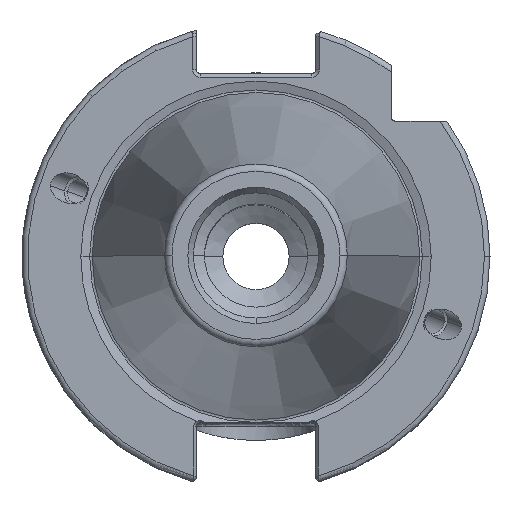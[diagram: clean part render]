
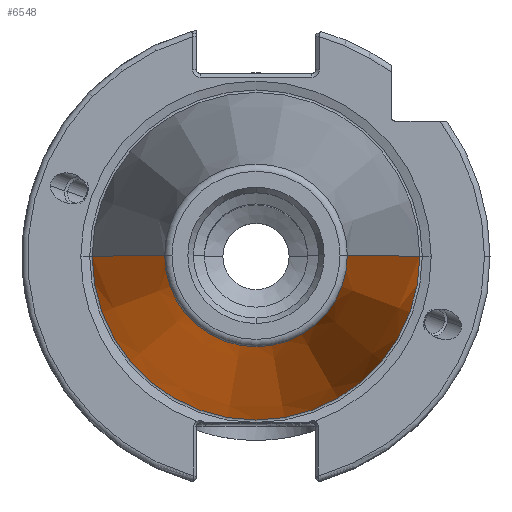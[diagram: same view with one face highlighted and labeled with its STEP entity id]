
A CAD part, top view. The second image highlights one B-rep face of the part: STEP entity #6548.
In plain terms, the highlighted conical face has half-angle 8.297 degrees and reference radius 12.397 mm.
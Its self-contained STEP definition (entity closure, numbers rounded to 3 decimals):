
#62 = VERTEX_POINT ( 'NONE', #2498 ) ;
#108 = AXIS2_PLACEMENT_3D ( 'NONE', #1735, #8464, #7025 ) ;
#443 = CONICAL_SURFACE ( 'NONE', #108, 12.397, 0.145 ) ;
#540 = DIRECTION ( 'NONE',  ( -0.144, 0., -0.99 ) ) ;
#1087 = VECTOR ( 'NONE', #9220, 1000. ) ;
#1551 = LINE ( 'NONE', #8250, #1087 ) ;
#1735 = CARTESIAN_POINT ( 'NONE',  ( 0., 0., 67.394 ) ) ;
#1799 = CARTESIAN_POINT ( 'NONE',  ( 0., 0., 67.394 ) ) ;
#1909 = VERTEX_POINT ( 'NONE', #4242 ) ;
#2498 = CARTESIAN_POINT ( 'NONE',  ( 12.397, 0., 67.394 ) ) ;
#2556 = DIRECTION ( 'NONE',  ( 1., 0., 0. ) ) ;
#2671 = EDGE_CURVE ( 'NONE', #62, #5972, #1551, .T. ) ;
#2956 = VECTOR ( 'NONE', #540, 1000. ) ;
#2967 = CIRCLE ( 'NONE', #9647, 22.225 ) ;
#3376 = ORIENTED_EDGE ( 'NONE', *, *, #4009, .T. ) ;
#4009 = EDGE_CURVE ( 'NONE', #6823, #5972, #2967, .T. ) ;
#4060 = CARTESIAN_POINT ( 'NONE',  ( 0., 0., 0. ) ) ;
#4242 = CARTESIAN_POINT ( 'NONE',  ( -12.397, 0., 67.394 ) ) ;
#4742 = DIRECTION ( 'NONE',  ( 1., 0., 0. ) ) ;
#4843 = CIRCLE ( 'NONE', #7642, 12.397 ) ;
#4870 = EDGE_CURVE ( 'NONE', #1909, #62, #4843, .T. ) ;
#5972 = VERTEX_POINT ( 'NONE', #7722 ) ;
#6217 = EDGE_CURVE ( 'NONE', #1909, #6823, #8911, .T. ) ;
#6335 = ORIENTED_EDGE ( 'NONE', *, *, #2671, .F. ) ;
#6366 = CARTESIAN_POINT ( 'NONE',  ( -22.225, 0., 0. ) ) ;
#6548 = ADVANCED_FACE ( 'NONE', ( #9132 ), #443, .T. ) ;
#6823 = VERTEX_POINT ( 'NONE', #6366 ) ;
#7025 = DIRECTION ( 'NONE',  ( -1., 0., 0. ) ) ;
#7080 = DIRECTION ( 'NONE',  ( 0., 0., 1. ) ) ;
#7589 = ORIENTED_EDGE ( 'NONE', *, *, #6217, .T. ) ;
#7642 = AXIS2_PLACEMENT_3D ( 'NONE', #1799, #7080, #2556 ) ;
#7722 = CARTESIAN_POINT ( 'NONE',  ( 22.225, 0., 0. ) ) ;
#7823 = ORIENTED_EDGE ( 'NONE', *, *, #4870, .F. ) ;
#8250 = CARTESIAN_POINT ( 'NONE',  ( 12.397, 0., 67.394 ) ) ;
#8464 = DIRECTION ( 'NONE',  ( 0., 0., -1. ) ) ;
#8911 = LINE ( 'NONE', #9550, #2956 ) ;
#9132 = FACE_OUTER_BOUND ( 'NONE', #9493, .T. ) ;
#9219 = DIRECTION ( 'NONE',  ( 0., 0., 1. ) ) ;
#9220 = DIRECTION ( 'NONE',  ( 0.144, 0., -0.99 ) ) ;
#9493 = EDGE_LOOP ( 'NONE', ( #6335, #7823, #7589, #3376 ) ) ;
#9550 = CARTESIAN_POINT ( 'NONE',  ( -12.397, 0., 67.394 ) ) ;
#9647 = AXIS2_PLACEMENT_3D ( 'NONE', #4060, #9219, #4742 ) ;
